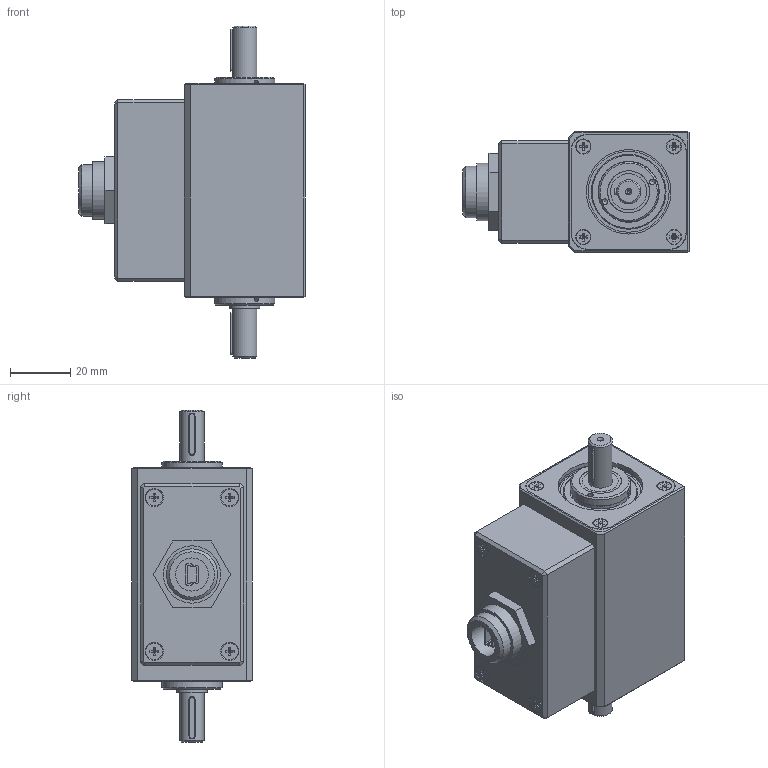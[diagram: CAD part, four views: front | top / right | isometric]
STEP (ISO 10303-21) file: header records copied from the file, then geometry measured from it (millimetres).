
FILE_DESCRIPTION( ( 'Unknown' ), '1' );
FILE_NAME( '2643-Z07_DOC-00076726.stp', 'Unknown', ( 'Unknown' ), ( 'Unknown' ), 'PSStep 17.0.49', 'Unknown', ' ' );
FILE_SCHEMA( ( 'AUTOMOTIVE_DESIGN { 1 0 10303 214 1 1 1 1 }' ) );
Length unit declared in the file: millimetre
Products named in the file (38): 2643-B21_DOC-00076727; 2643-056_DOC-00076728; DIN 625-T1-6002-2Z_15x32x9; DIN 625-T1-6002-2Z_15x32x9-oa0; 2634-007_doc-00044141; 2643-014_doc-00044185; 2643-002_DOC-00044086; paßfeder a2x2x14 din 6885; paßfeder a2x2x14 din 6885-oa1; 2643-B03_DOC-00044358; 2643-015_DOC-00044333; Senkschraube DIN 965-M3x30-H; Senkschraube DIN 965-M3x30-H-oa10; Senkschraube DIN 965-M3x30-H-oa11; Senkschraube DIN 965-M3x30-H-oa12; 2643-B02_DOC-00044355; 2643-006_doc-00044138; 2643-013_doc-00044176; 2643-013_doc-00044176-oa2; Senkschraube DIN 965-M2,5x5-H; Senkschraube DIN 965-M2,5x5-H-oa3; Senkschraube DIN 965-M2,5x5-H-oa4; Senkschraube DIN 965-M2,5x5-H-oa5; Senkschraube DIN 965-M2,5x5-H-oa6; Senkschraube DIN 965-M2,5x5-H-oa7; Senkschraube DIN 965-M2,5x5-H-oa8; Senkschraube DIN 965-M2,5x5-H-oa9; Assem1; USB-Buchse_DOC-00062388; USB_DOC-00062390
Assembly tree (37 placements, depth 3):
  Assem1
    USB-Buchse_DOC-00062388
    USB_DOC-00062390
    2643-B21_DOC-00076727
      2643-056_DOC-00076728
      DIN 625-T1-6002-2Z_15x32x9
      DIN 625-T1-6002-2Z_15x32x9
      DIN 625-T1-6002-2Z_15x32x9
      DIN 625-T1-6002-2Z_15x32x9
      DIN 625-T1-6002-2Z_15x32x9
      DIN 625-T1-6002-2Z_15x32x9-oa0
      DIN 625-T1-6002-2Z_15x32x9-oa0
      DIN 625-T1-6002-2Z_15x32x9-oa0
      DIN 625-T1-6002-2Z_15x32x9-oa0
      DIN 625-T1-6002-2Z_15x32x9-oa0
      2634-007_doc-00044141
      2643-014_doc-00044185
      2643-002_DOC-00044086
      paßfeder a2x2x14 din 6885
      paßfeder a2x2x14 din 6885-oa1
    2643-B02_DOC-00044355
      2643-006_doc-00044138
      2643-013_doc-00044176
      2643-013_doc-00044176-oa2
      Senkschraube DIN 965-M2,5x5-H
      Senkschraube DIN 965-M2,5x5-H-oa3
      Senkschraube DIN 965-M2,5x5-H-oa4
      Senkschraube DIN 965-M2,5x5-H-oa5
      Senkschraube DIN 965-M2,5x5-H-oa6
      Senkschraube DIN 965-M2,5x5-H-oa7
      Senkschraube DIN 965-M2,5x5-H-oa8
      Senkschraube DIN 965-M2,5x5-H-oa9
    2643-B03_DOC-00044358
      2643-015_DOC-00044333
      Senkschraube DIN 965-M3x30-H
      Senkschraube DIN 965-M3x30-H-oa10
      Senkschraube DIN 965-M3x30-H-oa11
      Senkschraube DIN 965-M3x30-H-oa12
Bounding box: 74.9 x 40 x 110 mm (x, y, z)
Volume: 134081.6 mm3; surface area: 65515.3 mm2
Topology: 34 solids, 36 shells, 694 faces, 1649 edges, 1063 vertices
Faces by surface type: plane 354, cylinder 217, cone 84, torus 39
Full cylindrical faces by diameter (mm): 1 x2, 1.5 x2, 1.567 x2, 1.8 x2, 1.948 x8, 2.013 x8, 2.387 x4, 2.5 x8, 3 x4, 3.2 x4, 3.242 x4, 4 x2, 4.7 x8, 5.6 x4, 8 x2, 10 x1, 10.5 x2, 11 x2, 12 x2, 13.917 x2, 14.95 x1, 15 x4, 17 x2, 18 x1, 18.4 x4, 19 x4, 20 x2, 20.24 x4, 24 x1, 26.79 x4
Entity records: 24456 total; most frequent: DIRECTION 3294, CARTESIAN_POINT 3221, ORIENTED_EDGE 2626, EDGE_CURVE 1313, AXIS2_PLACEMENT_3D 1255, EDGE_LOOP 1024, VERTEX_POINT 990, FACE_OUTER_BOUND 836
